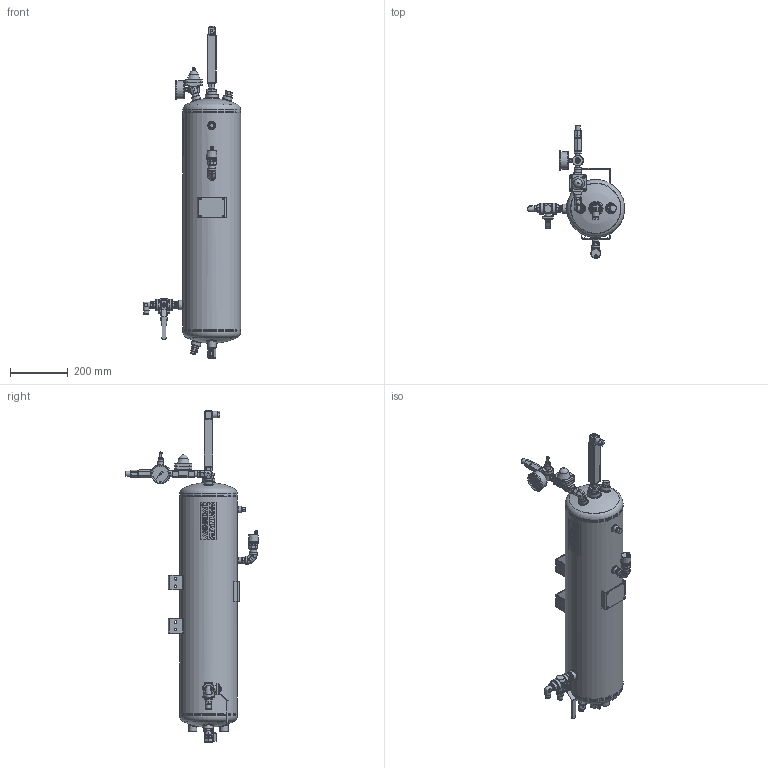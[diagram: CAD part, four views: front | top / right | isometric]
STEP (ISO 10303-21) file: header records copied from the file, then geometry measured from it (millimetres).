
FILE_DESCRIPTION(/* description */ ('Unknown'),/* implementation_level */ '2;1');
FILE_NAME(/* name */ 'W225CCSAID--A-',/* time_stamp */ '2023-03-22T15:12:43+00:00',/* author */ ('Unknown'),/* organization */ ('Unknown'),/* preprocessor_version */ 'ST-DEVELOPER v16.7',/* originating_system */ 'Solid Edge',/* authorisation */ 'Unknown');
FILE_SCHEMA (('AUTOMOTIVE_DESIGN {1 0 10303 214 3 1 1}'));
Length unit declared in the file: millimetre
Products named in the file (47): 3195959; 2035020; 2013362; 2032857; 2033704; 2051466; 2015923; 2011208; 2032893; 2032147; 2011133; 2032873; 2035020_812_3,634_812:1_oa_0; 2035020_812_3,634_812:1_oa_1; 2035020_812_3,634_812:1_oa_2; 2051700; 3028411; 2015404; 2035020_812_3,634_812:1_oa_3; 3016603; 2051131; 2035020_812_3,634_812:1_oa_4; 2035020_812_3,634_812:1_oa_5; 2050292; 2035020_812_3,634_812:1_oa_6; 2035020_812_3,634_812:1_oa_7; 2026333; 2028094; 2026306; 2021615; 2026443; 2075344; 2026385; 2035471; 2027070; 2026442; 2059736; 2026791; 2027072; 2026972 ...
Assembly tree (57 placements, depth 3):
  3195959
    2035020
      2013362
      2032857
      2033704  x2
      2051466
      2015923  x4
      2011208
      2032893
      2032147  x3
      2011133
      2032873
      2035020_812_3,634_812:1_oa_0
      2035020_812_3,634_812:1_oa_1
      2035020_812_3,634_812:1_oa_2
      2051700  x4
      3028411  x3
      2015404
      2035020_812_3,634_812:1_oa_3
      3016603
      2051131
      2035020_812_3,634_812:1_oa_4
      2035020_812_3,634_812:1_oa_5
      2050292
      2035020_812_3,634_812:1_oa_6
      2035020_812_3,634_812:1_oa_7
    2026333
    2028094
    2026306
    2021615
    2026443
    2075344
    2026385
    2035471
    2027070
    2026442
    2059736
    2026791
    2027072
    2026972
    3001735
    3001737
    2037505
    3004908
    3001736
    3004915
    2021386
Bounding box: 337.87 x 460.24 x 1150.54 mm (x, y, z)
Volume: 2807327.2 mm3; surface area: 1989193.8 mm2
Topology: 65 solids, 68 shells, 1805 faces, 4236 edges, 2703 vertices
Faces by surface type: plane 818, cylinder 451, cone 269, bspline 162, torus 81, sphere 24
Full cylindrical faces by diameter (mm): 0.792 x2, 1.016 x1, 2 x4, 2.794 x1, 3.2 x4, 3.5 x4, 4 x4, 4.064 x4, 4.191 x4, 4.5 x1, 5 x1, 5.26 x1, 5.89 x1, 5.93 x4, 6.2 x7, 6.35 x6, 6.58 x1, 6.858 x2, 7 x1, 7.112 x1, 7.62 x1, 8.376 x1, 8.38 x1, 8.382 x1, 8.534 x2, 8.636 x1, 8.712 x2, 8.889 x1, 8.89 x1, 8.903 x2
Entity records: 75228 total; most frequent: CARTESIAN_POINT 31899, ORIENTED_EDGE 6840, DIRECTION 6638, EDGE_CURVE 3420, AXIS2_PLACEMENT_3D 2736, VERTEX_POINT 2408, FACE_BOUND 2396, EDGE_LOOP 2389
